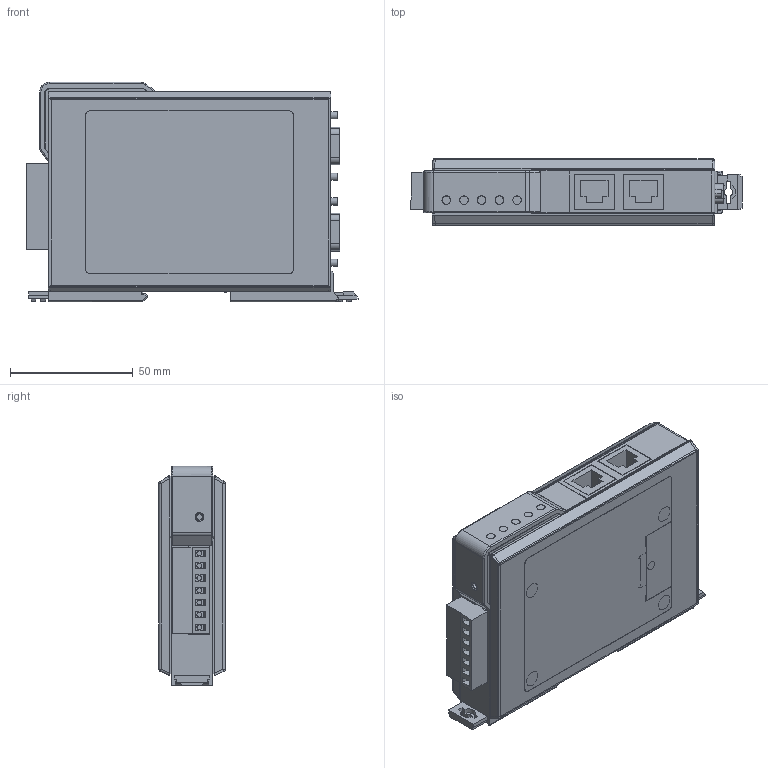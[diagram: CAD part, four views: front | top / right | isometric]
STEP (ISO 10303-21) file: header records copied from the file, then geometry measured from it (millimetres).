
FILE_DESCRIPTION((''),'2;1');
FILE_NAME('MGATE_MB3270','2013-03-12T',('Vincent_Huang'),(''),'PRO/ENGINEER BY PARAMETRIC TECHNOLOGY CORPORATION, 2004320','PRO/ENGINEER BY PARAMETRIC TECHNOLOGY CORPORATION, 2004320','');
FILE_SCHEMA(('CONFIG_CONTROL_DESIGN'));
Products named in the file (1): MGATE_MB3270
Bounding box: 135.05 x 27 x 89.2 mm (x, y, z)
Surface area: 182388.9 mm2 (no closed solid volume)
Topology: 0 solids, 16 shells, 2488 faces, 6587 edges, 4339 vertices
Faces by surface type: plane 1880, cylinder 556, torus 16, cone 16, sphere 14, bspline 6
Entity records: 77114 total; most frequent: CARTESIAN_POINT 14001, ORIENTED_EDGE 13158, DIRECTION 12590, EDGE_CURVE 6579, VECTOR 5332, LINE 5332, VERTEX_POINT 4339, AXIS2_PLACEMENT_3D 3629
